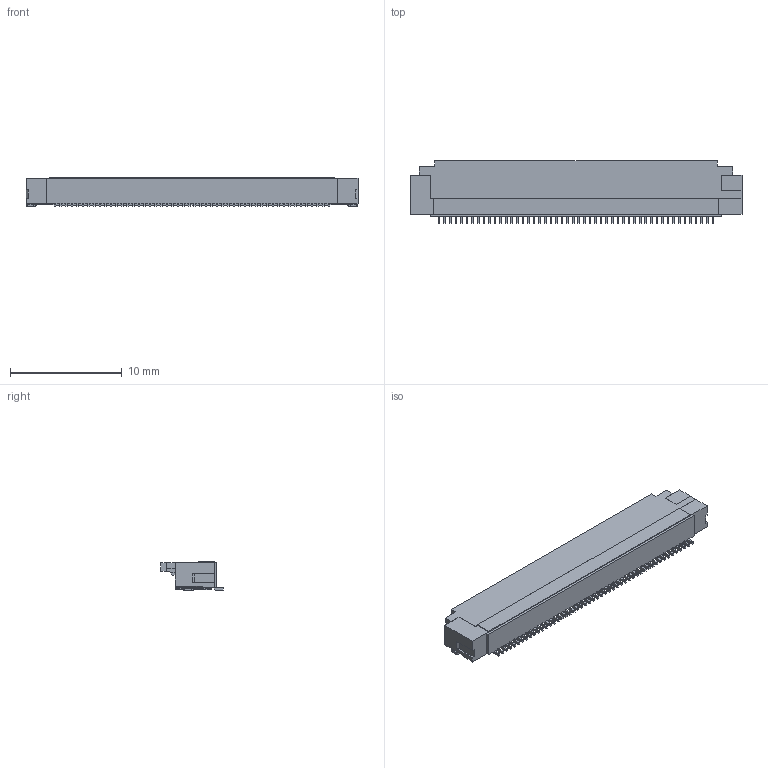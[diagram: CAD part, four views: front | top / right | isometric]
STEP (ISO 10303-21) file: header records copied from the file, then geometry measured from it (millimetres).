
FILE_DESCRIPTION(('CoCreate Modeling STEP Export'),'2;1');
FILE_NAME('0.5-15C-50.stp','2020-03-19T20:38:21',(''),(''),'CoCreate Modeling STEP processor for AP214 (Solid Model)','CoCreate Modeling 17.0 01-Apr-2010 (C) Parametric Technology GmbH','');
FILE_SCHEMA(('AUTOMOTIVE_DESIGN { 1 0 10303 214 1 1 1 1 }'));
Length unit declared in the file: millimetre
Products named in the file (2): 0.5-15C-50Pin
Assembly tree (1 placements, depth 2):
  0.5-15C-50Pin
    0.5-15C-50Pin
Bounding box: 29.72 x 5.62 x 2.55 mm (x, y, z)
Volume: 272.6 mm3; surface area: 619.3 mm2
Topology: 1 solids, 3 shells, 613 faces, 1819 edges, 1212 vertices
Faces by surface type: plane 405, cylinder 208
Entity records: 20858 total; most frequent: CARTESIAN_POINT 3643, ORIENTED_EDGE 3638, DIRECTION 3430, EDGE_CURVE 1819, VECTOR 1380, LINE 1380, VERTEX_POINT 1212, AXIS2_PLACEMENT_3D 1025
